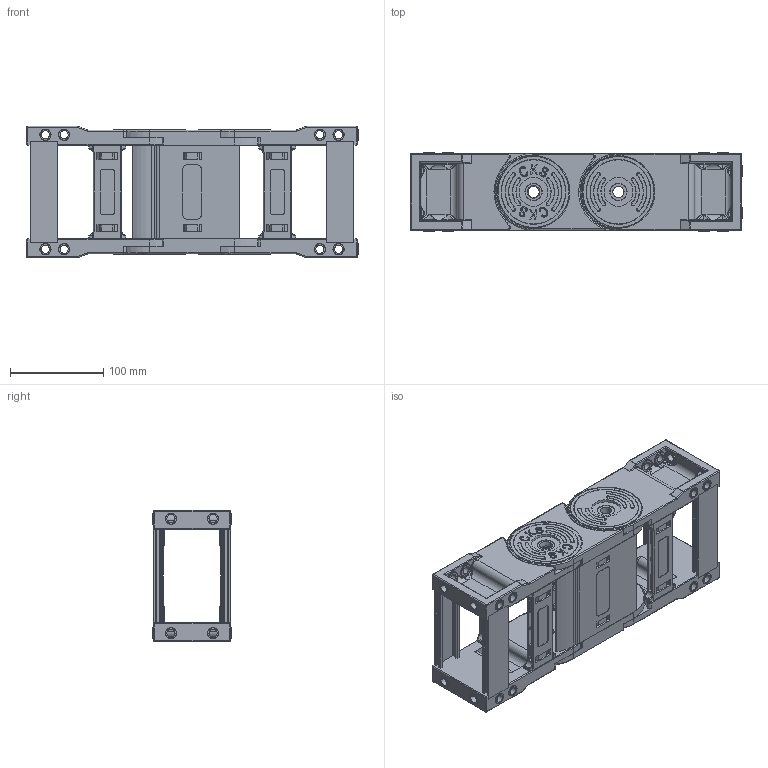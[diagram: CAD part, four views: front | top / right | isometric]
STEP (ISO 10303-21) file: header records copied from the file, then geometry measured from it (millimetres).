
FILE_DESCRIPTION (( 'STEP AP214' ), '1' );
FILE_NAME ('CK60-Y100-AYAK.STEP', '2019-09-18T14:41:37', ( '' ), ( '' ), 'SwSTEP 2.0', 'SolidWorks 2017', '' );
FILE_SCHEMA (( 'AUTOMOTIVE_DESIGN' ));
Length unit declared in the file: millimetre
Products named in the file (1): CK60-Y100-AYAK
Bounding box: 355.59 x 83.63 x 140.6 mm (x, y, z)
Volume: 799141.8 mm3; surface area: 441789.4 mm2
Topology: 40 solids, 40 shells, 3473 faces, 8995 edges, 5676 vertices
Faces by surface type: plane 1402, cylinder 1277, bspline 436, torus 306, sphere 48, cone 4
Entity records: 131957 total; most frequent: CARTESIAN_POINT 48877, ORIENTED_EDGE 17778, DIRECTION 16865, EDGE_CURVE 8889, AXIS2_PLACEMENT_3D 6044, VERTEX_POINT 5674, VECTOR 4777, LINE 4777
